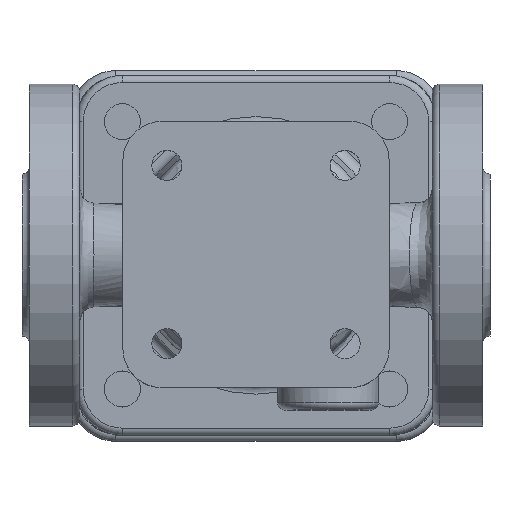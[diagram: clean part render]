
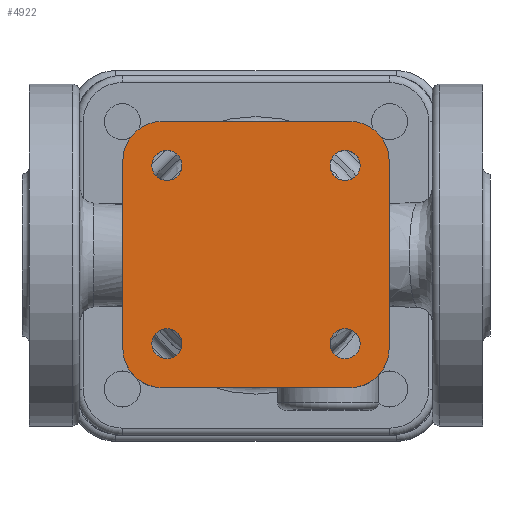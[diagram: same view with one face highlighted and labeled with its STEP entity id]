
A CAD part, top view. The second image highlights one B-rep face of the part: STEP entity #4922.
In plain terms, the highlighted planar face has unit normal (0, 0, 1).
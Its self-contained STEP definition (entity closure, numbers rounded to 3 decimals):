
#502=LINE('',#9292,#794);
#506=LINE('',#9301,#798);
#509=LINE('',#11288,#801);
#510=LINE('',#11290,#802);
#794=VECTOR('',#6582,52.);
#798=VECTOR('',#6592,52.);
#801=VECTOR('',#6745,52.);
#802=VECTOR('',#6748,52.);
#933=PLANE('',#5437);
#1066=FACE_BOUND('',#1810,.T.);
#1067=FACE_BOUND('',#1811,.T.);
#1068=FACE_BOUND('',#1812,.T.);
#1069=FACE_BOUND('',#1813,.T.);
#1372=FACE_OUTER_BOUND('',#1809,.T.);
#1809=EDGE_LOOP('',(#4504,#4505,#4506,#4507,#4508,#4509,#4510,#4511));
#1810=EDGE_LOOP('',(#4512));
#1811=EDGE_LOOP('',(#4513));
#1812=EDGE_LOOP('',(#4514));
#1813=EDGE_LOOP('',(#4515));
#1839=CIRCLE('',#4995,11.);
#1994=CIRCLE('',#5296,4.188);
#1996=CIRCLE('',#5299,4.188);
#1998=CIRCLE('',#5302,4.188);
#2000=CIRCLE('',#5305,4.188);
#2029=CIRCLE('',#5359,11.);
#2030=CIRCLE('',#5362,11.);
#2074=CIRCLE('',#5434,11.);
#2145=VERTEX_POINT('',#6971);
#2146=VERTEX_POINT('',#6973);
#2438=VERTEX_POINT('',#9168);
#2439=VERTEX_POINT('',#9172);
#2440=VERTEX_POINT('',#9176);
#2441=VERTEX_POINT('',#9180);
#2466=VERTEX_POINT('',#9289);
#2467=VERTEX_POINT('',#9291);
#2468=VERTEX_POINT('',#9295);
#2469=VERTEX_POINT('',#9299);
#2470=VERTEX_POINT('',#9303);
#2530=VERTEX_POINT('',#11284);
#2625=EDGE_CURVE('',#2145,#2146,#1839,.T.);
#3044=EDGE_CURVE('',#2438,#2438,#1994,.T.);
#3046=EDGE_CURVE('',#2439,#2439,#1996,.T.);
#3048=EDGE_CURVE('',#2440,#2440,#1998,.T.);
#3050=EDGE_CURVE('',#2441,#2441,#2000,.T.);
#3100=EDGE_CURVE('',#2467,#2466,#502,.T.);
#3103=EDGE_CURVE('',#2468,#2466,#2029,.T.);
#3105=EDGE_CURVE('',#2468,#2469,#506,.T.);
#3107=EDGE_CURVE('',#2470,#2469,#2030,.T.);
#3191=EDGE_CURVE('',#2467,#2530,#2074,.T.);
#3193=EDGE_CURVE('',#2470,#2146,#509,.T.);
#3194=EDGE_CURVE('',#2145,#2530,#510,.T.);
#4504=ORIENTED_EDGE('',*,*,#2625,.F.);
#4505=ORIENTED_EDGE('',*,*,#3194,.T.);
#4506=ORIENTED_EDGE('',*,*,#3191,.F.);
#4507=ORIENTED_EDGE('',*,*,#3100,.T.);
#4508=ORIENTED_EDGE('',*,*,#3103,.F.);
#4509=ORIENTED_EDGE('',*,*,#3105,.T.);
#4510=ORIENTED_EDGE('',*,*,#3107,.F.);
#4511=ORIENTED_EDGE('',*,*,#3193,.T.);
#4512=ORIENTED_EDGE('',*,*,#3044,.T.);
#4513=ORIENTED_EDGE('',*,*,#3046,.T.);
#4514=ORIENTED_EDGE('',*,*,#3048,.T.);
#4515=ORIENTED_EDGE('',*,*,#3050,.T.);
#4922=ADVANCED_FACE('',(#1372,#1066,#1067,#1068,#1069),#933,.F.);
#4995=AXIS2_PLACEMENT_3D('',#6974,#5649,#5650);
#5296=AXIS2_PLACEMENT_3D('',#9169,#6440,#6441);
#5299=AXIS2_PLACEMENT_3D('',#9173,#6446,#6447);
#5302=AXIS2_PLACEMENT_3D('',#9177,#6452,#6453);
#5305=AXIS2_PLACEMENT_3D('',#9181,#6458,#6459);
#5359=AXIS2_PLACEMENT_3D('',#9297,#6587,#6588);
#5362=AXIS2_PLACEMENT_3D('',#9305,#6596,#6597);
#5434=AXIS2_PLACEMENT_3D('',#11285,#6740,#6741);
#5437=AXIS2_PLACEMENT_3D('',#11291,#6749,#6750);
#5649=DIRECTION('center_axis',(0.,0.,
-1.));
#5650=DIRECTION('ref_axis',(0.707,-0.707,0.));
#6440=DIRECTION('center_axis',(0.,0.,
-1.));
#6441=DIRECTION('ref_axis',(0.,-1.,0.));
#6446=DIRECTION('center_axis',(0.,0.,
-1.));
#6447=DIRECTION('ref_axis',(-1.,0.,0.));
#6452=DIRECTION('center_axis',(0.,0.,
-1.));
#6453=DIRECTION('ref_axis',(0.,1.,0.));
#6458=DIRECTION('center_axis',(0.,0.,
-1.));
#6459=DIRECTION('ref_axis',(1.,0.,0.));
#6582=DIRECTION('',(-1.,0.,0.));
#6587=DIRECTION('center_axis',(0.,0.,
-1.));
#6588=DIRECTION('ref_axis',(-0.707,0.707,0.));
#6592=DIRECTION('',(0.,-1.,0.));
#6596=DIRECTION('center_axis',(0.,0.,
-1.));
#6597=DIRECTION('ref_axis',(-0.707,-0.707,0.));
#6740=DIRECTION('center_axis',(0.,0.,
-1.));
#6741=DIRECTION('ref_axis',(0.707,0.707,0.));
#6745=DIRECTION('',(1.,0.,0.));
#6748=DIRECTION('',(0.,1.,0.));
#6749=DIRECTION('center_axis',(0.,0.,
-1.));
#6750=DIRECTION('ref_axis',(-1.,0.,0.));
#6971=CARTESIAN_POINT('',(37.,-26.,70.));
#6973=CARTESIAN_POINT('',(26.,-37.,70.));
#6974=CARTESIAN_POINT('Origin',(26.,-26.,70.));
#9168=CARTESIAN_POINT('',(24.749,-28.937,70.));
#9169=CARTESIAN_POINT('Origin',(24.749,-24.749,70.));
#9172=CARTESIAN_POINT('',(-28.937,-24.749,70.));
#9173=CARTESIAN_POINT('Origin',(-24.749,-24.749,70.));
#9176=CARTESIAN_POINT('',(-24.749,28.937,70.));
#9177=CARTESIAN_POINT('Origin',(-24.749,24.749,70.));
#9180=CARTESIAN_POINT('',(28.937,24.749,70.));
#9181=CARTESIAN_POINT('Origin',(24.749,24.749,70.));
#9289=CARTESIAN_POINT('',(-26.,37.,70.));
#9291=CARTESIAN_POINT('',(26.,37.,70.));
#9292=CARTESIAN_POINT('',(37.,37.,70.));
#9295=CARTESIAN_POINT('',(-37.,26.,70.));
#9297=CARTESIAN_POINT('Origin',(-26.,26.,70.));
#9299=CARTESIAN_POINT('',(-37.,-26.,70.));
#9301=CARTESIAN_POINT('',(-37.,37.,70.));
#9303=CARTESIAN_POINT('',(-26.,-37.,70.));
#9305=CARTESIAN_POINT('Origin',(-26.,-26.,70.));
#11284=CARTESIAN_POINT('',(37.,26.,70.));
#11285=CARTESIAN_POINT('Origin',(26.,26.,70.));
#11288=CARTESIAN_POINT('',(-37.,-37.,70.));
#11290=CARTESIAN_POINT('',(37.,-37.,70.));
#11291=CARTESIAN_POINT('Origin',(0.,0.,
70.));
